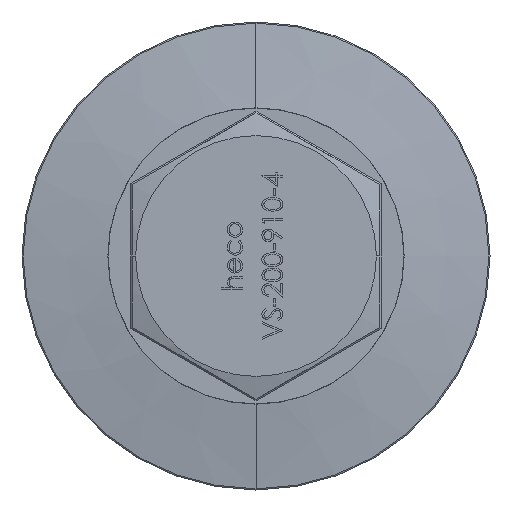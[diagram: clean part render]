
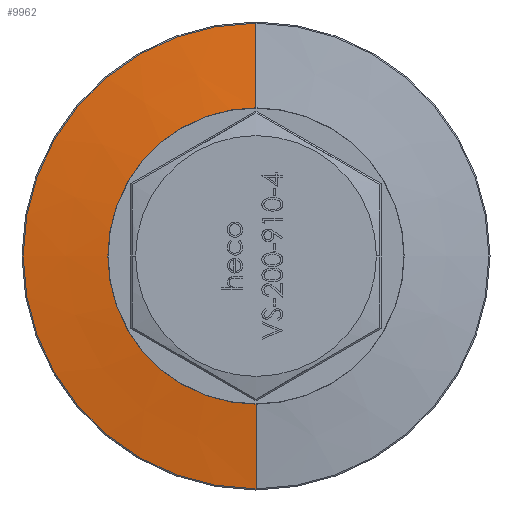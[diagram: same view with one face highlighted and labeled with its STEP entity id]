
A CAD part, left-side view. The second image highlights one B-rep face of the part: STEP entity #9962.
In plain terms, the highlighted conical face has half-angle 82 degrees and reference radius 21.515 mm.
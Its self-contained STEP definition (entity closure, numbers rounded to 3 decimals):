
#578 = AXIS2_PLACEMENT_3D ( 'NONE', #16909, #11589, #11533 ) ;
#713 = DIRECTION ( 'NONE',  ( 0.139, 0., -0.99 ) ) ;
#1076 = EDGE_CURVE ( 'NONE', #6993, #11080, #12938, .T. ) ;
#1749 = CARTESIAN_POINT ( 'NONE',  ( -6., 0., 21.516 ) ) ;
#2028 = EDGE_CURVE ( 'NONE', #11080, #8380, #17346, .T. ) ;
#2227 = CARTESIAN_POINT ( 'NONE',  ( -6., 0., -21.516 ) ) ;
#2506 = DIRECTION ( 'NONE',  ( 1., 0., 0. ) ) ;
#2678 = CARTESIAN_POINT ( 'NONE',  ( -6., 0., 0. ) ) ;
#3010 = CARTESIAN_POINT ( 'NONE',  ( -4.27, 0., 33.828 ) ) ;
#3825 = VECTOR ( 'NONE', #713, 1000. ) ;
#4272 = CARTESIAN_POINT ( 'NONE',  ( -5.998, 0., -21.529 ) ) ;
#5649 = EDGE_CURVE ( 'NONE', #9056, #8380, #17182, .T. ) ;
#6022 = AXIS2_PLACEMENT_3D ( 'NONE', #13207, #6398, #9176 ) ;
#6398 = DIRECTION ( 'NONE',  ( 1., 0., 0. ) ) ;
#6993 = VERTEX_POINT ( 'NONE', #9518 ) ;
#7292 = ORIENTED_EDGE ( 'NONE', *, *, #2028, .T. ) ;
#7759 = CARTESIAN_POINT ( 'NONE',  ( -4.27, 0., -33.828 ) ) ;
#8380 = VERTEX_POINT ( 'NONE', #7759 ) ;
#9056 = VERTEX_POINT ( 'NONE', #4272 ) ;
#9084 = VECTOR ( 'NONE', #12812, 1000. ) ;
#9176 = DIRECTION ( 'NONE',  ( 0., 0., -1. ) ) ;
#9518 = CARTESIAN_POINT ( 'NONE',  ( -5.998, 0., 21.529 ) ) ;
#9962 = ADVANCED_FACE ( 'NONE', ( #12067 ), #12693, .T. ) ;
#11080 = VERTEX_POINT ( 'NONE', #3010 ) ;
#11533 = DIRECTION ( 'NONE',  ( 0., 0., -1. ) ) ;
#11589 = DIRECTION ( 'NONE',  ( -1., 0., 0. ) ) ;
#11758 = EDGE_CURVE ( 'NONE', #9056, #6993, #13805, .T. ) ;
#12067 = FACE_OUTER_BOUND ( 'NONE', #17342, .T. ) ;
#12485 = ORIENTED_EDGE ( 'NONE', *, *, #5649, .F. ) ;
#12693 = CONICAL_SURFACE ( 'NONE', #15068, 21.516, 1.431 ) ;
#12812 = DIRECTION ( 'NONE',  ( 0.139, 0., 0.99 ) ) ;
#12938 = LINE ( 'NONE', #1749, #9084 ) ;
#13207 = CARTESIAN_POINT ( 'NONE',  ( -5.998, 0., 0. ) ) ;
#13805 = CIRCLE ( 'NONE', #6022, 21.529 ) ;
#14196 = ORIENTED_EDGE ( 'NONE', *, *, #11758, .T. ) ;
#15068 = AXIS2_PLACEMENT_3D ( 'NONE', #2678, #2506, #16480 ) ;
#15779 = ORIENTED_EDGE ( 'NONE', *, *, #1076, .T. ) ;
#16480 = DIRECTION ( 'NONE',  ( 0., 0., -1. ) ) ;
#16909 = CARTESIAN_POINT ( 'NONE',  ( -4.27, 0., 0. ) ) ;
#17182 = LINE ( 'NONE', #2227, #3825 ) ;
#17342 = EDGE_LOOP ( 'NONE', ( #14196, #15779, #7292, #12485 ) ) ;
#17346 = CIRCLE ( 'NONE', #578, 33.828 ) ;
